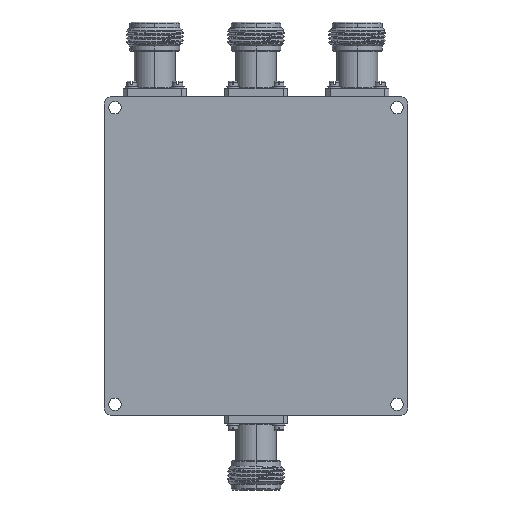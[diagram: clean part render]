
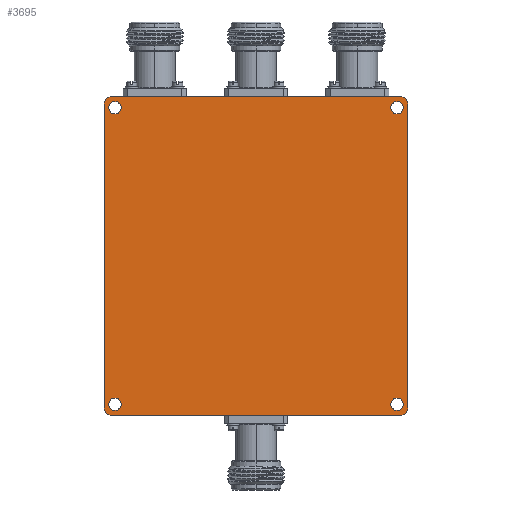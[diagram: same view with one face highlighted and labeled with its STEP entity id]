
A CAD part, front view. The second image highlights one B-rep face of the part: STEP entity #3695.
In plain terms, the highlighted planar face has unit normal (0, -1, 0).
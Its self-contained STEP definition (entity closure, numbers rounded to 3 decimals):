
#71 = CARTESIAN_POINT ( 'NONE',  ( -39., -10., -41. ) ) ;
#149 = CARTESIAN_POINT ( 'NONE',  ( -39., -10., -41. ) ) ;
#154 = VERTEX_POINT ( 'NONE', #2306 ) ;
#212 = EDGE_CURVE ( 'NONE', #3354, #154, #933, .T. ) ;
#264 = CARTESIAN_POINT ( 'NONE',  ( -42., -10., 42. ) ) ;
#280 = DIRECTION ( 'NONE',  ( 0., 0., 1. ) ) ;
#299 = ORIENTED_EDGE ( 'NONE', *, *, #4084, .T. ) ;
#312 = CARTESIAN_POINT ( 'NONE',  ( 39., -10., 42.7 ) ) ;
#352 = DIRECTION ( 'NONE',  ( 0., 0., 1. ) ) ;
#457 = AXIS2_PLACEMENT_3D ( 'NONE', #3045, #2124, #1061 ) ;
#481 = CARTESIAN_POINT ( 'NONE',  ( -40., -10., 44. ) ) ;
#505 = DIRECTION ( 'NONE',  ( 0., 1., 0. ) ) ;
#506 = VERTEX_POINT ( 'NONE', #5825 ) ;
#535 = LINE ( 'NONE', #3526, #2518 ) ;
#566 = DIRECTION ( 'NONE',  ( 0., 0., 1. ) ) ;
#614 = CIRCLE ( 'NONE', #4827, 1.7 ) ;
#661 = EDGE_LOOP ( 'NONE', ( #5237, #2542 ) ) ;
#701 = DIRECTION ( 'NONE',  ( 0., 0., 1. ) ) ;
#717 = AXIS2_PLACEMENT_3D ( 'NONE', #71, #4790, #4249 ) ;
#732 = CARTESIAN_POINT ( 'NONE',  ( 0., -10., 0. ) ) ;
#771 = VERTEX_POINT ( 'NONE', #1755 ) ;
#821 = EDGE_CURVE ( 'NONE', #1911, #4668, #5819, .T. ) ;
#933 = LINE ( 'NONE', #5621, #4154 ) ;
#1046 = AXIS2_PLACEMENT_3D ( 'NONE', #1229, #4960, #701 ) ;
#1061 = DIRECTION ( 'NONE',  ( 0., 0., 1. ) ) ;
#1077 = VERTEX_POINT ( 'NONE', #264 ) ;
#1097 = CARTESIAN_POINT ( 'NONE',  ( -39., -10., 41. ) ) ;
#1125 = CARTESIAN_POINT ( 'NONE',  ( 39., -10., 41. ) ) ;
#1222 = DIRECTION ( 'NONE',  ( 0., 0., 1. ) ) ;
#1223 = ORIENTED_EDGE ( 'NONE', *, *, #3942, .T. ) ;
#1229 = CARTESIAN_POINT ( 'NONE',  ( -40., -10., -42. ) ) ;
#1359 = CARTESIAN_POINT ( 'NONE',  ( 42., -10., -44. ) ) ;
#1398 = EDGE_CURVE ( 'NONE', #5351, #5053, #4242, .T. ) ;
#1449 = VERTEX_POINT ( 'NONE', #2429 ) ;
#1462 = VECTOR ( 'NONE', #5161, 1000. ) ;
#1486 = DIRECTION ( 'NONE',  ( 0., 1., 0. ) ) ;
#1508 = DIRECTION ( 'NONE',  ( -1., 0., 0. ) ) ;
#1604 = DIRECTION ( 'NONE',  ( 0., -1., 0. ) ) ;
#1678 = FACE_BOUND ( 'NONE', #4674, .T. ) ;
#1713 = ORIENTED_EDGE ( 'NONE', *, *, #1398, .T. ) ;
#1744 = ORIENTED_EDGE ( 'NONE', *, *, #3765, .T. ) ;
#1755 = CARTESIAN_POINT ( 'NONE',  ( -39., -10., -39.3 ) ) ;
#1763 = AXIS2_PLACEMENT_3D ( 'NONE', #1097, #505, #5256 ) ;
#1780 = VERTEX_POINT ( 'NONE', #5404 ) ;
#1843 = VECTOR ( 'NONE', #1888, 1000. ) ;
#1862 = LINE ( 'NONE', #1359, #1843 ) ;
#1888 = DIRECTION ( 'NONE',  ( 0., 0., -1. ) ) ;
#1909 = LINE ( 'NONE', #3321, #1462 ) ;
#1911 = VERTEX_POINT ( 'NONE', #3849 ) ;
#1913 = CARTESIAN_POINT ( 'NONE',  ( 39., -10., -39.3 ) ) ;
#1946 = EDGE_CURVE ( 'NONE', #771, #2661, #614, .T. ) ;
#1947 = DIRECTION ( 'NONE',  ( 0., 0., 1. ) ) ;
#1996 = EDGE_LOOP ( 'NONE', ( #2177, #2181 ) ) ;
#2003 = CARTESIAN_POINT ( 'NONE',  ( 40., -10., 42. ) ) ;
#2013 = DIRECTION ( 'NONE',  ( 0., 0., 1. ) ) ;
#2048 = DIRECTION ( 'NONE',  ( 0., 1., 0. ) ) ;
#2098 = DIRECTION ( 'NONE',  ( 0., 1., 0. ) ) ;
#2124 = DIRECTION ( 'NONE',  ( 0., 1., 0. ) ) ;
#2177 = ORIENTED_EDGE ( 'NONE', *, *, #3620, .T. ) ;
#2181 = ORIENTED_EDGE ( 'NONE', *, *, #821, .T. ) ;
#2184 = EDGE_CURVE ( 'NONE', #2661, #771, #3774, .T. ) ;
#2238 = AXIS2_PLACEMENT_3D ( 'NONE', #2003, #1604, #3869 ) ;
#2306 = CARTESIAN_POINT ( 'NONE',  ( 40., -10., 44. ) ) ;
#2308 = ORIENTED_EDGE ( 'NONE', *, *, #4778, .T. ) ;
#2328 = AXIS2_PLACEMENT_3D ( 'NONE', #5729, #4382, #2013 ) ;
#2357 = ORIENTED_EDGE ( 'NONE', *, *, #4229, .T. ) ;
#2429 = CARTESIAN_POINT ( 'NONE',  ( -42., -10., -42. ) ) ;
#2518 = VECTOR ( 'NONE', #1508, 1000. ) ;
#2542 = ORIENTED_EDGE ( 'NONE', *, *, #2184, .T. ) ;
#2549 = VERTEX_POINT ( 'NONE', #3968 ) ;
#2566 = DIRECTION ( 'NONE',  ( 0., 0., 1. ) ) ;
#2578 = EDGE_CURVE ( 'NONE', #3354, #1077, #6014, .T. ) ;
#2590 = EDGE_LOOP ( 'NONE', ( #2357, #299 ) ) ;
#2601 = EDGE_CURVE ( 'NONE', #2549, #5053, #1862, .T. ) ;
#2635 = CIRCLE ( 'NONE', #1046, 2. ) ;
#2640 = CIRCLE ( 'NONE', #5647, 1.7 ) ;
#2661 = VERTEX_POINT ( 'NONE', #5688 ) ;
#2664 = CARTESIAN_POINT ( 'NONE',  ( -39., -10., 42.7 ) ) ;
#2676 = EDGE_CURVE ( 'NONE', #5351, #1780, #535, .T. ) ;
#2762 = DIRECTION ( 'NONE',  ( 0., 1., 0. ) ) ;
#2834 = AXIS2_PLACEMENT_3D ( 'NONE', #4258, #1486, #566 ) ;
#3045 = CARTESIAN_POINT ( 'NONE',  ( -39., -10., 41. ) ) ;
#3087 = FACE_BOUND ( 'NONE', #2590, .T. ) ;
#3210 = AXIS2_PLACEMENT_3D ( 'NONE', #3635, #5137, #352 ) ;
#3219 = CARTESIAN_POINT ( 'NONE',  ( 39., -10., -41. ) ) ;
#3270 = VERTEX_POINT ( 'NONE', #2664 ) ;
#3321 = CARTESIAN_POINT ( 'NONE',  ( -42., -10., -44. ) ) ;
#3354 = VERTEX_POINT ( 'NONE', #481 ) ;
#3418 = CIRCLE ( 'NONE', #2834, 1.7 ) ;
#3526 = CARTESIAN_POINT ( 'NONE',  ( -42., -10., -44. ) ) ;
#3570 = PLANE ( 'NONE',  #4573 ) ;
#3608 = CIRCLE ( 'NONE', #2238, 2. ) ;
#3612 = CIRCLE ( 'NONE', #1763, 1.7 ) ;
#3620 = EDGE_CURVE ( 'NONE', #4668, #1911, #4951, .T. ) ;
#3635 = CARTESIAN_POINT ( 'NONE',  ( -40., -10., 42. ) ) ;
#3695 = ADVANCED_FACE ( 'NONE', ( #1678, #3087, #4026, #5485, #4416 ), #3570, .F. ) ;
#3765 = EDGE_CURVE ( 'NONE', #1449, #1780, #2635, .T. ) ;
#3774 = CIRCLE ( 'NONE', #717, 1.7 ) ;
#3795 = ORIENTED_EDGE ( 'NONE', *, *, #4057, .T. ) ;
#3849 = CARTESIAN_POINT ( 'NONE',  ( 39., -10., -42.7 ) ) ;
#3869 = DIRECTION ( 'NONE',  ( 0., 0., 1. ) ) ;
#3910 = DIRECTION ( 'NONE',  ( 0., 0., 1. ) ) ;
#3942 = EDGE_CURVE ( 'NONE', #2549, #154, #3608, .T. ) ;
#3968 = CARTESIAN_POINT ( 'NONE',  ( 42., -10., 42. ) ) ;
#3997 = DIRECTION ( 'NONE',  ( 0., 1., 0. ) ) ;
#4005 = CARTESIAN_POINT ( 'NONE',  ( 42., -10., -42. ) ) ;
#4026 = FACE_BOUND ( 'NONE', #1996, .T. ) ;
#4055 = AXIS2_PLACEMENT_3D ( 'NONE', #5626, #4641, #1947 ) ;
#4057 = EDGE_CURVE ( 'NONE', #5320, #3270, #3612, .T. ) ;
#4084 = EDGE_CURVE ( 'NONE', #506, #4884, #3418, .T. ) ;
#4098 = EDGE_LOOP ( 'NONE', ( #5879, #1713, #5003, #1223, #4603, #5184, #4929, #1744 ) ) ;
#4154 = VECTOR ( 'NONE', #5158, 1000. ) ;
#4229 = EDGE_CURVE ( 'NONE', #4884, #506, #2640, .T. ) ;
#4242 = CIRCLE ( 'NONE', #4055, 2. ) ;
#4249 = DIRECTION ( 'NONE',  ( 0., 0., 1. ) ) ;
#4258 = CARTESIAN_POINT ( 'NONE',  ( 39., -10., 41. ) ) ;
#4345 = AXIS2_PLACEMENT_3D ( 'NONE', #3219, #2762, #280 ) ;
#4382 = DIRECTION ( 'NONE',  ( 0., 1., 0. ) ) ;
#4416 = FACE_OUTER_BOUND ( 'NONE', #4098, .T. ) ;
#4422 = EDGE_CURVE ( 'NONE', #1449, #1077, #1909, .T. ) ;
#4573 = AXIS2_PLACEMENT_3D ( 'NONE', #732, #3997, #2566 ) ;
#4603 = ORIENTED_EDGE ( 'NONE', *, *, #212, .F. ) ;
#4641 = DIRECTION ( 'NONE',  ( 0., -1., 0. ) ) ;
#4668 = VERTEX_POINT ( 'NONE', #1913 ) ;
#4674 = EDGE_LOOP ( 'NONE', ( #2308, #3795 ) ) ;
#4778 = EDGE_CURVE ( 'NONE', #3270, #5320, #5654, .T. ) ;
#4790 = DIRECTION ( 'NONE',  ( 0., 1., 0. ) ) ;
#4827 = AXIS2_PLACEMENT_3D ( 'NONE', #149, #2048, #3910 ) ;
#4884 = VERTEX_POINT ( 'NONE', #312 ) ;
#4929 = ORIENTED_EDGE ( 'NONE', *, *, #4422, .F. ) ;
#4951 = CIRCLE ( 'NONE', #2328, 1.7 ) ;
#4960 = DIRECTION ( 'NONE',  ( 0., -1., 0. ) ) ;
#4982 = CARTESIAN_POINT ( 'NONE',  ( 40., -10., -44. ) ) ;
#5003 = ORIENTED_EDGE ( 'NONE', *, *, #2601, .F. ) ;
#5053 = VERTEX_POINT ( 'NONE', #4005 ) ;
#5071 = CARTESIAN_POINT ( 'NONE',  ( -39., -10., 39.3 ) ) ;
#5137 = DIRECTION ( 'NONE',  ( 0., -1., 0. ) ) ;
#5158 = DIRECTION ( 'NONE',  ( 1., 0., 0. ) ) ;
#5161 = DIRECTION ( 'NONE',  ( 0., 0., 1. ) ) ;
#5184 = ORIENTED_EDGE ( 'NONE', *, *, #2578, .T. ) ;
#5237 = ORIENTED_EDGE ( 'NONE', *, *, #1946, .T. ) ;
#5256 = DIRECTION ( 'NONE',  ( 0., 0., 1. ) ) ;
#5320 = VERTEX_POINT ( 'NONE', #5071 ) ;
#5351 = VERTEX_POINT ( 'NONE', #4982 ) ;
#5404 = CARTESIAN_POINT ( 'NONE',  ( -40., -10., -44. ) ) ;
#5485 = FACE_BOUND ( 'NONE', #661, .T. ) ;
#5621 = CARTESIAN_POINT ( 'NONE',  ( -42., -10., 44. ) ) ;
#5626 = CARTESIAN_POINT ( 'NONE',  ( 40., -10., -42. ) ) ;
#5647 = AXIS2_PLACEMENT_3D ( 'NONE', #1125, #2098, #1222 ) ;
#5654 = CIRCLE ( 'NONE', #457, 1.7 ) ;
#5688 = CARTESIAN_POINT ( 'NONE',  ( -39., -10., -42.7 ) ) ;
#5729 = CARTESIAN_POINT ( 'NONE',  ( 39., -10., -41. ) ) ;
#5819 = CIRCLE ( 'NONE', #4345, 1.7 ) ;
#5825 = CARTESIAN_POINT ( 'NONE',  ( 39., -10., 39.3 ) ) ;
#5879 = ORIENTED_EDGE ( 'NONE', *, *, #2676, .F. ) ;
#6014 = CIRCLE ( 'NONE', #3210, 2. ) ;
